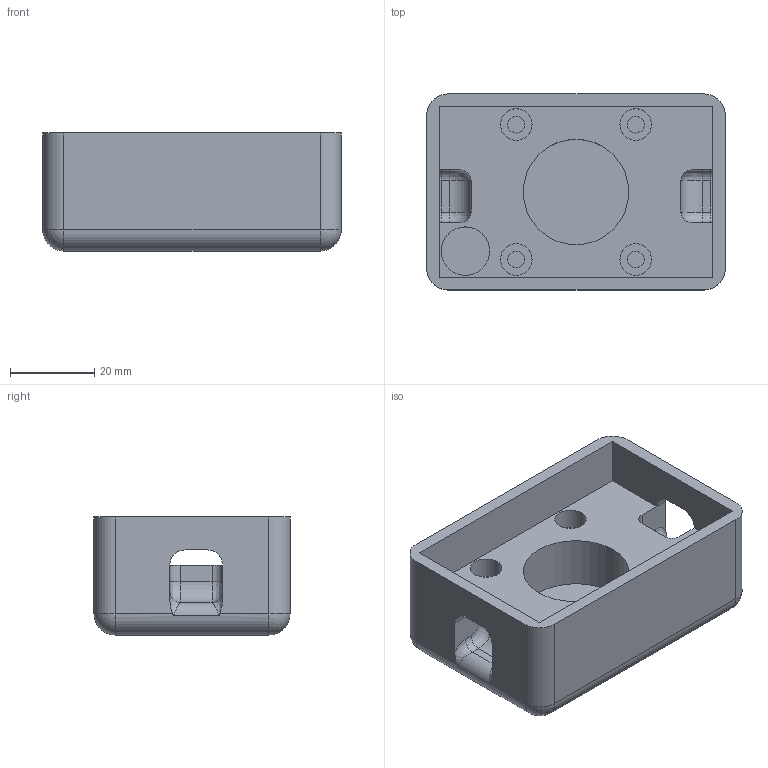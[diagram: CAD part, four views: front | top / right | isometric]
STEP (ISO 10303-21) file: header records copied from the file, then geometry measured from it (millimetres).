
FILE_DESCRIPTION(/* description */ (''),/* implementation_level */ '2;1');
FILE_NAME(/* name */ 'LixieAcc-Base.step',/* time_stamp */ '2017-02-09T13:30:21-05:00',/* author */ (''),/* organization */ (''),/* preprocessor_version */ 'ST-DEVELOPER v16.5',/* originating_system */ 'Autodesk Translation Framework v5.2.0.2920',/* authorisation */ '');
FILE_SCHEMA (('AUTOMOTIVE_DESIGN { 1 0 10303 214 3 1 1 }'));
Length unit declared in the file: millimetre
Products named in the file (1): LixieAcc-Base
Bounding box: 70.8 x 46.5 x 28 mm (x, y, z)
Volume: 49251.9 mm3; surface area: 17384 mm2
Topology: 1 solids, 1 shells, 77 faces, 180 edges, 108 vertices
Faces by surface type: cylinder 34, plane 31, bspline 8, sphere 4
Full cylindrical faces by diameter (mm): 4 x4, 7.5 x4, 11.5 x1, 25 x1
Entity records: 3053 total; most frequent: CARTESIAN_POINT 1330, DIRECTION 358, ORIENTED_EDGE 332, EDGE_CURVE 166, AXIS2_PLACEMENT_3D 138, VERTEX_POINT 108, EDGE_LOOP 98, LINE 82
